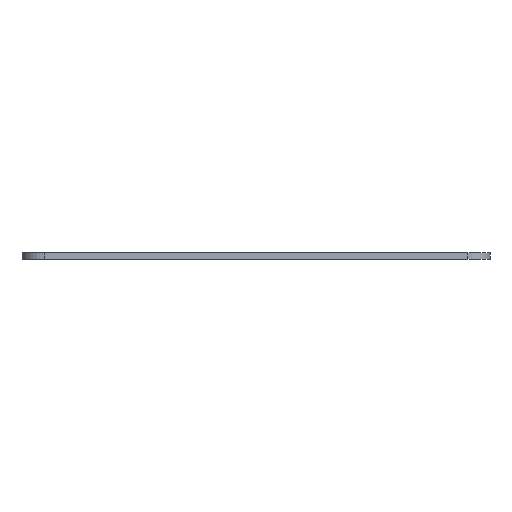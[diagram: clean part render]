
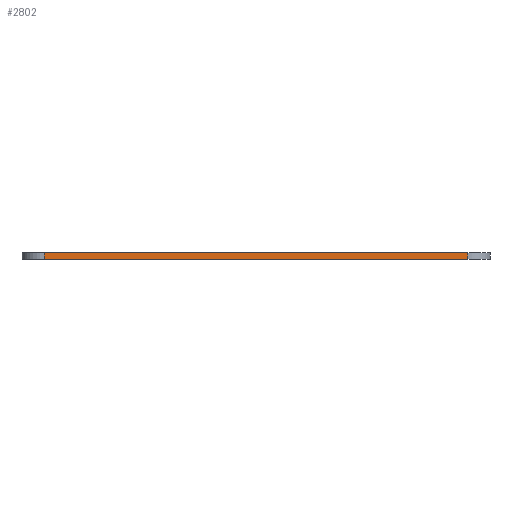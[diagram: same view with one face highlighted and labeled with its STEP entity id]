
A CAD part, left-side view. The second image highlights one B-rep face of the part: STEP entity #2802.
In plain terms, the highlighted planar face has unit normal (-1, 0, 0).
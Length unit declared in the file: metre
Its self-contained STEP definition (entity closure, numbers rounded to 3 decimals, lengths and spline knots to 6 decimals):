
#469=ORIENTED_EDGE('',*,*,#1246,.T.);
#470=ORIENTED_EDGE('',*,*,#1247,.F.);
#471=ORIENTED_EDGE('',*,*,#1248,.F.);
#472=ORIENTED_EDGE('',*,*,#1244,.T.);
#1244=EDGE_CURVE('',#1607,#1606,#1888,.T.);
#1246=EDGE_CURVE('',#1606,#1608,#1889,.T.);
#1247=EDGE_CURVE('',#1609,#1608,#1890,.T.);
#1248=EDGE_CURVE('',#1607,#1609,#1891,.T.);
#1606=VERTEX_POINT('',#4410);
#1607=VERTEX_POINT('',#4412);
#1608=VERTEX_POINT('',#4416);
#1609=VERTEX_POINT('',#4418);
#1888=LINE('',#4411,#2161);
#1889=LINE('',#4415,#2162);
#1890=LINE('',#4417,#2163);
#1891=LINE('',#4419,#2164);
#2161=VECTOR('',#3544,1.);
#2162=VECTOR('',#3549,1.);
#2163=VECTOR('',#3550,1.);
#2164=VECTOR('',#3551,1.);
#2357=EDGE_LOOP('',(#469,#470,#471,#472));
#2544=FACE_BOUND('',#2357,.T.);
#2705=PLANE('',#3009);
#2802=ADVANCED_FACE('',(#2544),#2705,.F.);
#3009=AXIS2_PLACEMENT_3D('',#4414,#3547,#3548);
#3544=DIRECTION('',(0.,0.,-1.));
#3547=DIRECTION('',(1.,0.,0.));
#3548=DIRECTION('',(0.,0.,-1.));
#3549=DIRECTION('',(0.,-1.,0.));
#3550=DIRECTION('',(0.,0.,-1.));
#3551=DIRECTION('',(0.,-1.,0.));
#4410=CARTESIAN_POINT('',(-0.06,0.0475,0.));
#4411=CARTESIAN_POINT('',(-0.06,0.0475,0.0015));
#4412=CARTESIAN_POINT('',(-0.06,0.0475,0.0015));
#4414=CARTESIAN_POINT('',(-0.06,0.,0.0015));
#4415=CARTESIAN_POINT('',(-0.06,0.,0.));
#4416=CARTESIAN_POINT('',(-0.06,-0.0475,0.));
#4417=CARTESIAN_POINT('',(-0.06,-0.0475,0.0015));
#4418=CARTESIAN_POINT('',(-0.06,-0.0475,0.0015));
#4419=CARTESIAN_POINT('',(-0.06,0.,0.0015));
